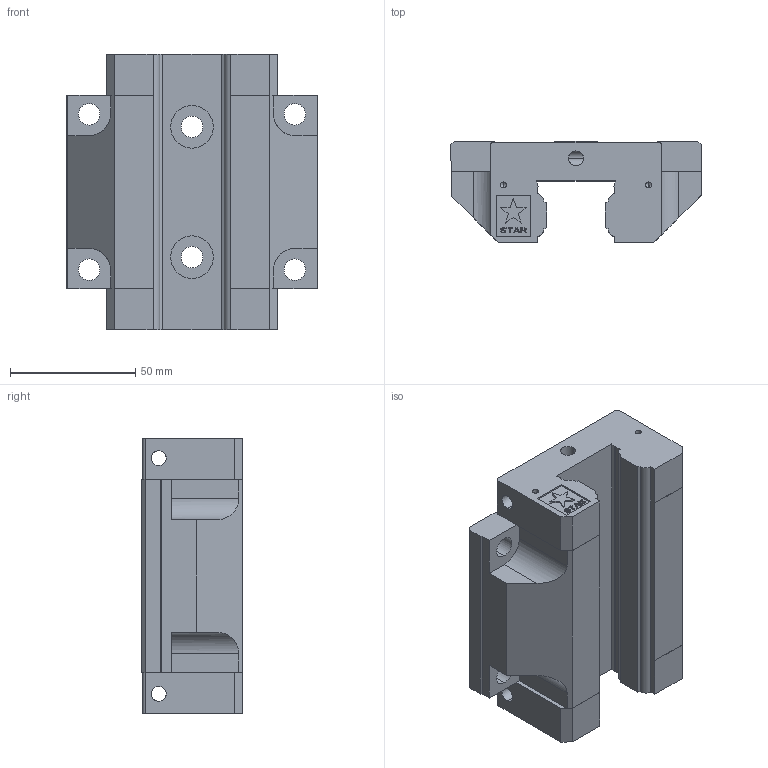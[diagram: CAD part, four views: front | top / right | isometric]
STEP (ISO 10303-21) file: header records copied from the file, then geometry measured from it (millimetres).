
FILE_DESCRIPTION (( 'STEP AP214' ), '1' );
FILE_NAME ('Rexroth-Runner-Block-R163131420.step', '2020-07-02T09:41:08', ( '' ), ( '' ), 'SwSTEP 2.0', 'SolidWorks 2010', '' );
FILE_SCHEMA (( 'AUTOMOTIVE_DESIGN' ));
Length unit declared in the file: millimetre
Products named in the file (1): Rexroth-Runner-Block-R163131420
Bounding box: 100 x 40.4 x 110 mm (x, y, z)
Volume: 268582.8 mm3; surface area: 44476.5 mm2
Topology: 1 solids, 1 shells, 368 faces, 1042 edges, 688 vertices
Faces by surface type: plane 316, cylinder 44, cone 8
Entity records: 11768 total; most frequent: CARTESIAN_POINT 2127, ORIENTED_EDGE 2068, DIRECTION 1848, EDGE_CURVE 1034, VECTOR 934, LINE 934, VERTEX_POINT 688, AXIS2_PLACEMENT_3D 457
